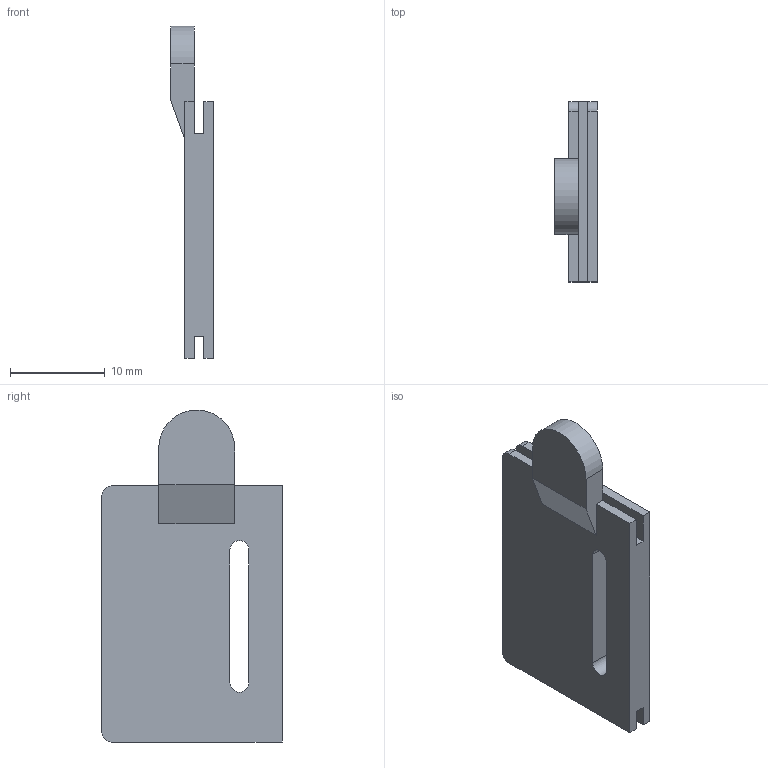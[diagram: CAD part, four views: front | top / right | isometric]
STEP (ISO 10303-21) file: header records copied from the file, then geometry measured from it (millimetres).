
FILE_DESCRIPTION (( 'STEP AP203' ), '1' );
FILE_NAME ('X电机侧盖.STEP', '2023-01-06T08:26:19', ( '个人用户' ), ( '微软中国' ), 'SwSTEP 2.0', 'SolidWorks 2019', '' );
FILE_SCHEMA (( 'CONFIG_CONTROL_DESIGN' ));
Length unit declared in the file: millimetre
Products named in the file (1): X萇儂耜裔
Bounding box: 4.5 x 19 x 35 mm (x, y, z)
Volume: 1505.3 mm3; surface area: 1704.5 mm2
Topology: 1 solids, 1 shells, 28 faces, 78 edges, 52 vertices
Faces by surface type: plane 21, cylinder 7
Entity records: 977 total; most frequent: CARTESIAN_POINT 159, ORIENTED_EDGE 156, DIRECTION 150, EDGE_CURVE 78, VECTOR 64, LINE 64, VERTEX_POINT 52, AXIS2_PLACEMENT_3D 43
